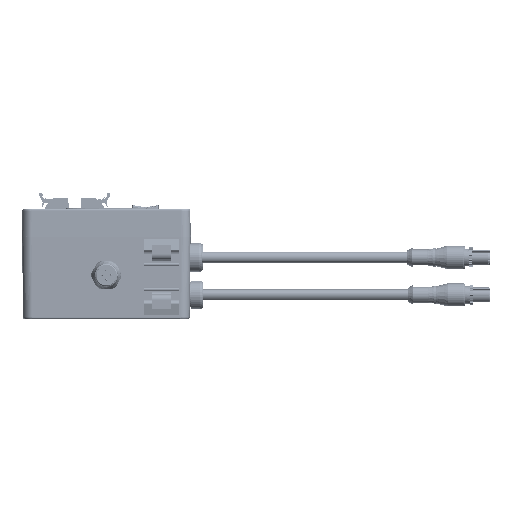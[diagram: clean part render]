
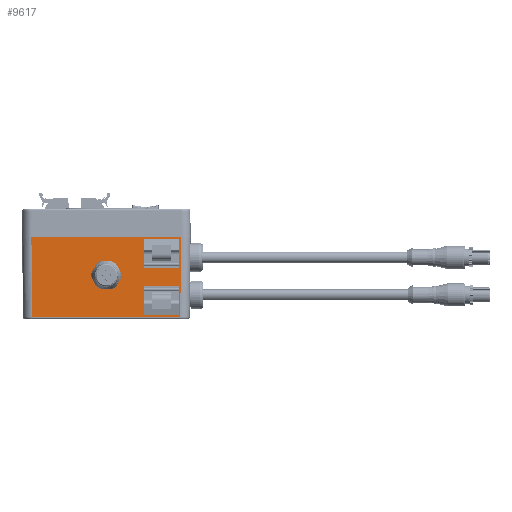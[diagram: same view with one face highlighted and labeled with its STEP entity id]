
A CAD part, left-side view. The second image highlights one B-rep face of the part: STEP entity #9617.
In plain terms, the highlighted planar face has unit normal (-1, 0, -0.013).
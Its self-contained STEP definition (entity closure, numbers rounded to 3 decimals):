
#2836=DIRECTION('',(-0.013,-0.013,1.));
#2837=VECTOR('',#2836,43.02);
#2838=CARTESIAN_POINT('',(-12.148,-72.298,
-44.013));
#2839=LINE('',#2838,#2837);
#2840=DIRECTION('',(0.013,-0.013,-1.));
#2841=VECTOR('',#2840,43.02);
#2842=CARTESIAN_POINT('',(-12.711,7.114,-1.));
#2843=LINE('',#2842,#2841);
#2844=CARTESIAN_POINT('',(-12.443,-37.873,-21.5));
#2845=CARTESIAN_POINT('',(-12.45,-37.873,
-20.911));
#2846=CARTESIAN_POINT('',(-12.467,-37.66,
-19.638));
#2847=CARTESIAN_POINT('',(-12.49,-36.514,
-17.859));
#2848=CARTESIAN_POINT('',(-12.503,-35.035,
-16.905));
#2849=CARTESIAN_POINT('',(-12.507,-33.776,
-16.553));
#2850=CARTESIAN_POINT('',(-12.508,-32.873,
-16.474));
#2851=CARTESIAN_POINT('',(-12.507,-31.97,
-16.553));
#2852=CARTESIAN_POINT('',(-12.503,-30.712,
-16.905));
#2853=CARTESIAN_POINT('',(-12.49,-29.233,
-17.859));
#2854=CARTESIAN_POINT('',(-12.467,-28.087,
-19.638));
#2855=CARTESIAN_POINT('',(-12.45,-27.873,
-20.911));
#2856=CARTESIAN_POINT('',(-12.443,-27.873,-21.5));
#2858=CARTESIAN_POINT('',(-12.443,-27.873,-21.5));
#2859=CARTESIAN_POINT('',(-12.435,-27.873,
-22.089));
#2860=CARTESIAN_POINT('',(-12.418,-28.087,
-23.362));
#2861=CARTESIAN_POINT('',(-12.395,-29.233,
-25.141));
#2862=CARTESIAN_POINT('',(-12.382,-30.712,
-26.095));
#2863=CARTESIAN_POINT('',(-12.378,-31.97,
-26.447));
#2864=CARTESIAN_POINT('',(-12.377,-32.873,
-26.526));
#2865=CARTESIAN_POINT('',(-12.378,-33.776,
-26.447));
#2866=CARTESIAN_POINT('',(-12.382,-35.035,
-26.095));
#2867=CARTESIAN_POINT('',(-12.395,-36.514,
-25.141));
#2868=CARTESIAN_POINT('',(-12.418,-37.66,
-23.362));
#2869=CARTESIAN_POINT('',(-12.435,-37.873,
-22.089));
#2870=CARTESIAN_POINT('',(-12.443,-37.873,-21.5));
#2878=CARTESIAN_POINT('',(-12.711,7.114,-1.));
#2916=DIRECTION('',(0.,-1.,0.));
#2917=VECTOR('',#2916,79.975);
#2918=CARTESIAN_POINT('',(-12.711,7.114,-1.));
#2919=LINE('',#2918,#2917);
#3066=DIRECTION('',(0.,1.,0.));
#3067=VECTOR('',#3066,78.849);
#3068=CARTESIAN_POINT('',(-12.148,-72.298,
-44.013));
#3069=LINE('',#3068,#3067);
#5535=VERTEX_POINT('',#2878);
#5536=CARTESIAN_POINT('',(-12.711,-72.861,-1.));
#5537=VERTEX_POINT('',#5536);
#5574=CARTESIAN_POINT('',(-12.148,-72.298,
-44.013));
#5576=VERTEX_POINT('',#5574);
#5581=CARTESIAN_POINT('',(-12.148,6.551,
-44.013));
#5583=VERTEX_POINT('',#5581);
#5800=VERTEX_POINT('',#2844);
#5801=VERTEX_POINT('',#2856);
#9598=CARTESIAN_POINT('',(-12.724,12.127,0.));
#9599=DIRECTION('',(-1.,0.,-0.013));
#9600=DIRECTION('',(0.,1.,0.));
#9601=AXIS2_PLACEMENT_3D('',#9598,#9599,#9600);
#9602=PLANE('',#9601);
#9604=ORIENTED_EDGE('',*,*,#9603,.T.);
#9606=ORIENTED_EDGE('',*,*,#9605,.F.);
#9608=ORIENTED_EDGE('',*,*,#9607,.T.);
#9610=ORIENTED_EDGE('',*,*,#9609,.F.);
#9611=EDGE_LOOP('',(#9604,#9606,#9608,#9610));
#9612=FACE_OUTER_BOUND('',#9611,.F.);
#9613=ORIENTED_EDGE('',*,*,#9578,.T.);
#9614=ORIENTED_EDGE('',*,*,#9592,.T.);
#9615=EDGE_LOOP('',(#9613,#9614));
#9616=FACE_BOUND('',#9615,.F.);
#9617=ADVANCED_FACE('',(#9612,#9616),#9602,.T.);
#2857=B_SPLINE_CURVE_WITH_KNOTS('',3,(#2844,#2845,#2846,#2847,#2848,#2849,#2850,
#2851,#2852,#2853,#2854,#2855,#2856),.UNSPECIFIED.,.F.,.F.,(4,1,1,1,1,1,1,1,1,1,
4),(0.,0.125,0.25,0.375,0.438,0.5,0.563,0.625,0.75,0.875,
1.),.UNSPECIFIED.);
#2871=B_SPLINE_CURVE_WITH_KNOTS('',3,(#2858,#2859,#2860,#2861,#2862,#2863,#2864,
#2865,#2866,#2867,#2868,#2869,#2870),.UNSPECIFIED.,.F.,.F.,(4,1,1,1,1,1,1,1,1,1,
4),(0.,0.125,0.25,0.375,0.438,0.5,0.563,0.625,0.75,0.875,
1.),.UNSPECIFIED.);
#9578=EDGE_CURVE('',#5800,#5801,#2857,.T.);
#9592=EDGE_CURVE('',#5801,#5800,#2871,.T.);
#9603=EDGE_CURVE('',#5535,#5537,#2919,.T.);
#9605=EDGE_CURVE('',#5576,#5537,#2839,.T.);
#9607=EDGE_CURVE('',#5576,#5583,#3069,.T.);
#9609=EDGE_CURVE('',#5535,#5583,#2843,.T.);
